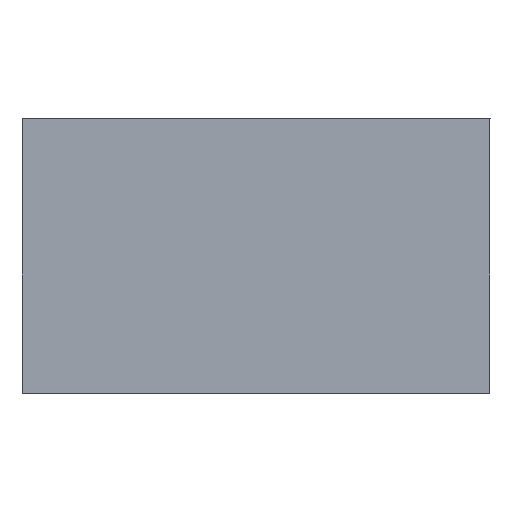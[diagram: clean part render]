
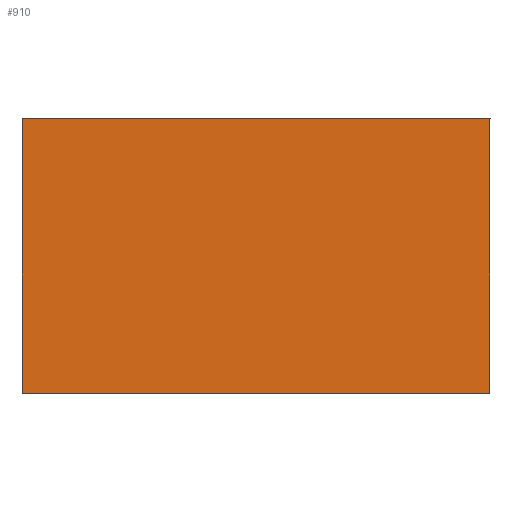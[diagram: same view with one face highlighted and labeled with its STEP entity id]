
A CAD part, top view. The second image highlights one B-rep face of the part: STEP entity #910.
In plain terms, the highlighted planar face has unit normal (0, 0, 1).
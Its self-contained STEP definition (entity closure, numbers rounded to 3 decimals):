
#902=AXIS2_PLACEMENT_3D('Plane Axis2P3D',#899,#900,#901) ;
#464=CARTESIAN_POINT('Vertex',(13.3,7.8,2.5)) ;
#495=CARTESIAN_POINT('Vertex',(0.,7.8,2.5)) ;
#498=CARTESIAN_POINT('Line Origine',(6.65,7.8,2.5)) ;
#527=CARTESIAN_POINT('Vertex',(13.3,0.,2.5)) ;
#530=CARTESIAN_POINT('Line Origine',(13.3,3.9,2.5)) ;
#551=CARTESIAN_POINT('Vertex',(0.,0.,2.5)) ;
#592=CARTESIAN_POINT('Line Origine',(6.65,0.,2.5)) ;
#732=CARTESIAN_POINT('Line Origine',(0.,3.9,2.5)) ;
#899=CARTESIAN_POINT('Axis2P3D Location',(6.65,3.9,2.5)) ;
#499=DIRECTION('Vector Direction',(1.,0.,0.)) ;
#531=DIRECTION('Vector Direction',(0.,1.,0.)) ;
#593=DIRECTION('Vector Direction',(-1.,0.,0.)) ;
#733=DIRECTION('Vector Direction',(0.,-1.,0.)) ;
#900=DIRECTION('Axis2P3D Direction',(0.,0.,1.)) ;
#901=DIRECTION('Axis2P3D XDirection',(-1.,0.,0.)) ;
#500=VECTOR('Line Direction',#499,1.) ;
#532=VECTOR('Line Direction',#531,1.) ;
#594=VECTOR('Line Direction',#593,1.) ;
#734=VECTOR('Line Direction',#733,1.) ;
#905=ORIENTED_EDGE('',*,*,#534,.T.) ;
#906=ORIENTED_EDGE('',*,*,#502,.T.) ;
#907=ORIENTED_EDGE('',*,*,#736,.T.) ;
#908=ORIENTED_EDGE('',*,*,#596,.T.) ;
#910=ADVANCED_FACE('S3D - gedreht',(#909),#903,.T.) ;
#502=EDGE_CURVE('',#465,#496,#501,.F.) ;
#534=EDGE_CURVE('',#528,#465,#533,.T.) ;
#596=EDGE_CURVE('',#552,#528,#595,.F.) ;
#736=EDGE_CURVE('',#496,#552,#735,.T.) ;
#904=EDGE_LOOP('',(#905,#906,#907,#908)) ;
#909=FACE_OUTER_BOUND('',#904,.T.) ;
#501=LINE('Line',#498,#500) ;
#533=LINE('Line',#530,#532) ;
#595=LINE('Line',#592,#594) ;
#735=LINE('Line',#732,#734) ;
#903=PLANE('',#902) ;
#465=VERTEX_POINT('',#464) ;
#496=VERTEX_POINT('',#495) ;
#528=VERTEX_POINT('',#527) ;
#552=VERTEX_POINT('',#551) ;
